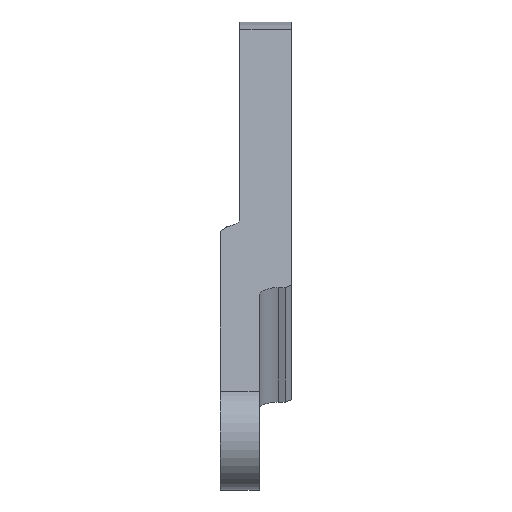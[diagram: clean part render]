
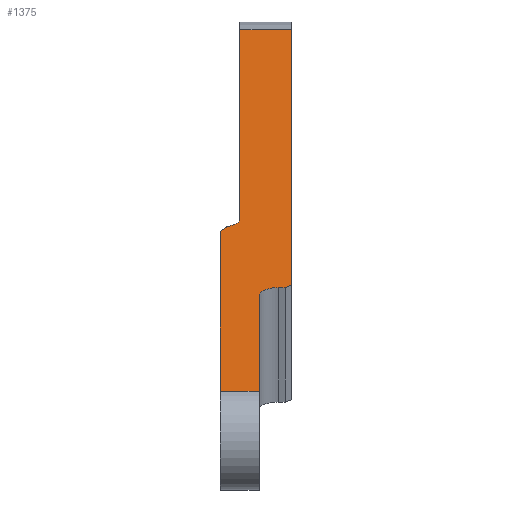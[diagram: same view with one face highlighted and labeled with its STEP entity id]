
A CAD part, left-side view. The second image highlights one B-rep face of the part: STEP entity #1375.
In plain terms, the highlighted planar face has unit normal (-0.418, 0, 0.909).
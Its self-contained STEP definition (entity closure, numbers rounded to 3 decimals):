
#378=CARTESIAN_POINT('Line Origine',(118.236,0.5,63.145)) ;
#382=CARTESIAN_POINT('Vertex',(118.236,-5.,63.145)) ;
#384=CARTESIAN_POINT('Vertex',(118.236,3.,63.145)) ;
#422=CARTESIAN_POINT('Vertex',(31.515,-3.,23.289)) ;
#428=CARTESIAN_POINT('Control Point',(28.787,0.,22.035)) ;
#429=CARTESIAN_POINT('Control Point',(29.644,0.,22.428)) ;
#430=CARTESIAN_POINT('Control Point',(30.501,-0.369,22.822)) ;
#431=CARTESIAN_POINT('Control Point',(31.179,-1.113,23.134)) ;
#432=CARTESIAN_POINT('Control Point',(31.515,-2.057,23.289)) ;
#433=CARTESIAN_POINT('Control Point',(31.515,-3.,23.289)) ;
#434=CARTESIAN_POINT('Vertex',(28.787,0.,22.035)) ;
#464=CARTESIAN_POINT('Line Origine',(-3.341,0.5,7.269)) ;
#468=CARTESIAN_POINT('Vertex',(-3.341,0.,7.269)) ;
#470=CARTESIAN_POINT('Vertex',(-3.341,6.,7.269)) ;
#499=CARTESIAN_POINT('Line Origine',(86.432,3.,48.528)) ;
#503=CARTESIAN_POINT('Vertex',(54.628,3.,33.911)) ;
#687=CARTESIAN_POINT('Line Origine',(12.723,0.,14.652)) ;
#1188=CARTESIAN_POINT('Vertex',(52.039,5.051,32.721)) ;
#1194=CARTESIAN_POINT('Control Point',(52.039,5.051,32.721)) ;
#1195=CARTESIAN_POINT('Control Point',(52.309,4.162,32.845)) ;
#1196=CARTESIAN_POINT('Control Point',(52.919,3.393,33.126)) ;
#1197=CARTESIAN_POINT('Control Point',(53.776,3.,33.519)) ;
#1198=CARTESIAN_POINT('Control Point',(54.628,3.,33.911)) ;
#1226=CARTESIAN_POINT('Line Origine',(23.487,6.,19.599)) ;
#1230=CARTESIAN_POINT('Vertex',(50.314,6.,31.928)) ;
#1267=CARTESIAN_POINT('Control Point',(50.314,6.,31.928)) ;
#1268=CARTESIAN_POINT('Control Point',(52.039,5.051,32.721)) ;
#1288=CARTESIAN_POINT('Vertex',(32.425,-5.,23.706)) ;
#1296=CARTESIAN_POINT('Line Origine',(75.33,-5.,43.426)) ;
#1332=CARTESIAN_POINT('Vertex',(31.515,-4.,23.289)) ;
#1335=CARTESIAN_POINT('Line Origine',(31.515,-3.5,23.289)) ;
#1352=CARTESIAN_POINT('Axis2P3D Location',(118.236,0.,63.145)) ;
#1357=CARTESIAN_POINT('Line Origine',(31.97,-4.5,23.497)) ;
#380=VECTOR('Line Direction',#379,1.) ;
#466=VECTOR('Line Direction',#465,1.) ;
#501=VECTOR('Line Direction',#500,1.) ;
#689=VECTOR('Line Direction',#688,1.) ;
#1228=VECTOR('Line Direction',#1227,1.) ;
#1298=VECTOR('Line Direction',#1297,1.) ;
#1337=VECTOR('Line Direction',#1336,1.) ;
#1359=VECTOR('Line Direction',#1358,1.) ;
#379=DIRECTION('Vector Direction',(0.,1.,0.)) ;
#465=DIRECTION('Vector Direction',(0.,1.,0.)) ;
#500=DIRECTION('Vector Direction',(-0.909,0.,-0.418)) ;
#688=DIRECTION('Vector Direction',(0.909,0.,0.418)) ;
#1227=DIRECTION('Vector Direction',(-0.909,0.,-0.418)) ;
#1297=DIRECTION('Vector Direction',(-0.909,0.,-0.418)) ;
#1336=DIRECTION('Vector Direction',(0.,1.,0.)) ;
#1353=DIRECTION('Axis2P3D Direction',(0.418,0.,-0.909)) ;
#1354=DIRECTION('Axis2P3D XDirection',(-0.909,0.,-0.418)) ;
#1358=DIRECTION('Vector Direction',(-0.643,0.707,-0.295)) ;
#1355=AXIS2_PLACEMENT_3D('Plane Axis2P3D',#1352,#1353,#1354) ;
#381=LINE('Line',#378,#380) ;
#467=LINE('Line',#464,#466) ;
#502=LINE('Line',#499,#501) ;
#690=LINE('Line',#687,#689) ;
#1229=LINE('Line',#1226,#1228) ;
#1299=LINE('Line',#1296,#1298) ;
#1338=LINE('Line',#1335,#1337) ;
#1360=LINE('Line',#1357,#1359) ;
#1356=PLANE('',#1355) ;
#386=EDGE_CURVE('',#383,#385,#381,.T.) ;
#436=EDGE_CURVE('',#435,#423,#427,.T.) ;
#472=EDGE_CURVE('',#469,#471,#467,.T.) ;
#505=EDGE_CURVE('',#385,#504,#502,.T.) ;
#691=EDGE_CURVE('',#469,#435,#690,.T.) ;
#1199=EDGE_CURVE('',#504,#1189,#1193,.F.) ;
#1232=EDGE_CURVE('',#471,#1231,#1229,.F.) ;
#1269=EDGE_CURVE('',#1231,#1189,#1266,.T.) ;
#1300=EDGE_CURVE('',#1289,#383,#1299,.F.) ;
#1339=EDGE_CURVE('',#1333,#423,#1338,.T.) ;
#1361=EDGE_CURVE('',#1289,#1333,#1360,.T.) ;
#1362=EDGE_LOOP('',(#1363,#1364,#1365,#1366,#1367,#1368,#1369,#1370,#1371,#1372,#1373)) ;
#1363=ORIENTED_EDGE('',*,*,#1361,.F.) ;
#1364=ORIENTED_EDGE('',*,*,#1300,.T.) ;
#1365=ORIENTED_EDGE('',*,*,#386,.T.) ;
#1366=ORIENTED_EDGE('',*,*,#505,.T.) ;
#1367=ORIENTED_EDGE('',*,*,#1199,.T.) ;
#1368=ORIENTED_EDGE('',*,*,#1269,.F.) ;
#1369=ORIENTED_EDGE('',*,*,#1232,.F.) ;
#1370=ORIENTED_EDGE('',*,*,#472,.F.) ;
#1371=ORIENTED_EDGE('',*,*,#691,.T.) ;
#1372=ORIENTED_EDGE('',*,*,#436,.T.) ;
#1373=ORIENTED_EDGE('',*,*,#1339,.F.) ;
#383=VERTEX_POINT('',#382) ;
#385=VERTEX_POINT('',#384) ;
#423=VERTEX_POINT('',#422) ;
#435=VERTEX_POINT('',#434) ;
#469=VERTEX_POINT('',#468) ;
#471=VERTEX_POINT('',#470) ;
#504=VERTEX_POINT('',#503) ;
#1189=VERTEX_POINT('',#1188) ;
#1231=VERTEX_POINT('',#1230) ;
#1289=VERTEX_POINT('',#1288) ;
#1333=VERTEX_POINT('',#1332) ;
#1375=ADVANCED_FACE('Corps principal',(#1374),#1356,.F.) ;
#427=B_SPLINE_CURVE_WITH_KNOTS('',5,(#428,#429,#430,#431,#432,#433),.UNSPECIFIED.,.F.,.U.,(6,6),(0.,6.667),.UNSPECIFIED.) ;
#1193=B_SPLINE_CURVE_WITH_KNOTS('',4,(#1194,#1195,#1196,#1197,#1198),.UNSPECIFIED.,.F.,.U.,(5,5),(1.365,6.667),.UNSPECIFIED.) ;
#1266=B_SPLINE_CURVE_WITH_KNOTS('',1,(#1267,#1268),.UNSPECIFIED.,.F.,.U.,(2,2),(-1.061,1.061),.UNSPECIFIED.) ;
#1374=FACE_OUTER_BOUND('',#1362,.T.) ;
